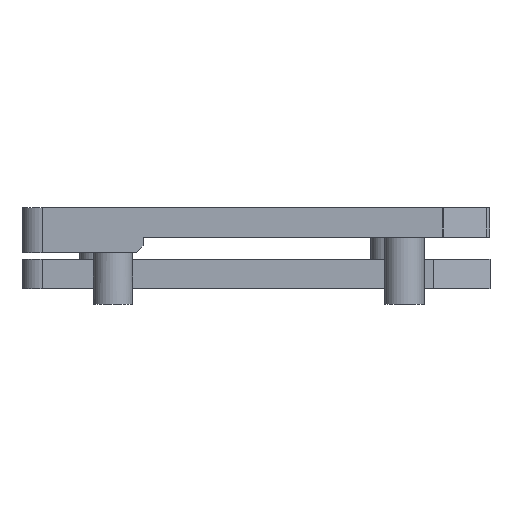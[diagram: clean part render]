
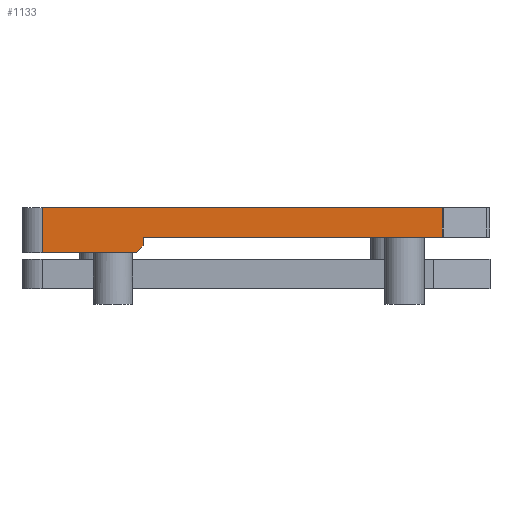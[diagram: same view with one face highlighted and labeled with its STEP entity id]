
A CAD part, left-side view. The second image highlights one B-rep face of the part: STEP entity #1133.
In plain terms, the highlighted planar face has unit normal (-1, 0, 0).
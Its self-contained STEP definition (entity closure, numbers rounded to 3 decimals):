
#1018=FACE_OUTER_BOUND('',#1582,.T.);
#1133=ADVANCED_FACE('',(#1018),#1217,.F.);
#1217=PLANE('',#3317);
#1582=EDGE_LOOP('',(#2118,#2119,#2120,#2121,#2122,#2123,#2124));
#2118=ORIENTED_EDGE('',*,*,#2758,.T.);
#2119=ORIENTED_EDGE('',*,*,#2759,.F.);
#2120=ORIENTED_EDGE('',*,*,#2760,.T.);
#2121=ORIENTED_EDGE('',*,*,#2761,.T.);
#2122=ORIENTED_EDGE('',*,*,#2762,.F.);
#2123=ORIENTED_EDGE('',*,*,#2763,.T.);
#2124=ORIENTED_EDGE('',*,*,#2756,.T.);
#2507=VERTEX_POINT('',#4495);
#2508=VERTEX_POINT('',#4497);
#2509=VERTEX_POINT('',#4501);
#2510=VERTEX_POINT('',#4503);
#2511=VERTEX_POINT('',#4505);
#2512=VERTEX_POINT('',#4507);
#2513=VERTEX_POINT('',#4509);
#2756=EDGE_CURVE('',#2508,#2507,#2940,.T.);
#2758=EDGE_CURVE('',#2507,#2509,#2941,.T.);
#2759=EDGE_CURVE('',#2510,#2509,#2942,.T.);
#2760=EDGE_CURVE('',#2510,#2511,#2943,.T.);
#2761=EDGE_CURVE('',#2511,#2512,#2944,.T.);
#2762=EDGE_CURVE('',#2513,#2512,#2945,.T.);
#2763=EDGE_CURVE('',#2513,#2508,#2946,.T.);
#2940=LINE('',#4496,#3079);
#2941=LINE('',#4500,#3080);
#2942=LINE('',#4502,#3081);
#2943=LINE('',#4504,#3082);
#2944=LINE('',#4506,#3083);
#2945=LINE('',#4508,#3084);
#2946=LINE('',#4510,#3085);
#3079=VECTOR('',#3851,1.);
#3080=VECTOR('',#3856,1.);
#3081=VECTOR('',#3857,1.);
#3082=VECTOR('',#3858,1.);
#3083=VECTOR('',#3859,1.);
#3084=VECTOR('',#3860,1.);
#3085=VECTOR('',#3861,1.);
#3317=AXIS2_PLACEMENT_3D('',#4511,#3862,#3863);
#3851=DIRECTION('',(0.,0.,1.));
#3856=DIRECTION('',(0.,1.,0.));
#3857=DIRECTION('',(0.,0.,1.));
#3858=DIRECTION('',(0.,-1.,0.));
#3859=DIRECTION('',(0.,-0.707,0.707));
#3860=DIRECTION('',(0.,0.,-1.));
#3861=DIRECTION('',(0.,-1.,0.));
#3862=DIRECTION('',(1.,0.,0.));
#3863=DIRECTION('',(0.,-1.,0.));
#4495=CARTESIAN_POINT('',(-98.,-27.73,0.));
#4496=CARTESIAN_POINT('',(-98.,-27.73,0.));
#4497=CARTESIAN_POINT('',(-98.,-27.73,-4.4));
#4500=CARTESIAN_POINT('',(-98.,21.751,0.));
#4501=CARTESIAN_POINT('',(-98.,31.8,0.));
#4502=CARTESIAN_POINT('',(-98.,31.8,0.));
#4503=CARTESIAN_POINT('',(-98.,31.8,-6.7));
#4504=CARTESIAN_POINT('',(-98.,-3.499,-6.7));
#4505=CARTESIAN_POINT('',(-98.,17.801,-6.7));
#4506=CARTESIAN_POINT('',(-98.,17.801,-6.7));
#4507=CARTESIAN_POINT('',(-98.,16.801,-5.7));
#4508=CARTESIAN_POINT('',(-98.,16.801,0.));
#4509=CARTESIAN_POINT('',(-98.,16.801,-4.4));
#4510=CARTESIAN_POINT('',(-98.,21.751,-4.4));
#4511=CARTESIAN_POINT('',(-98.,22.301,0.));
